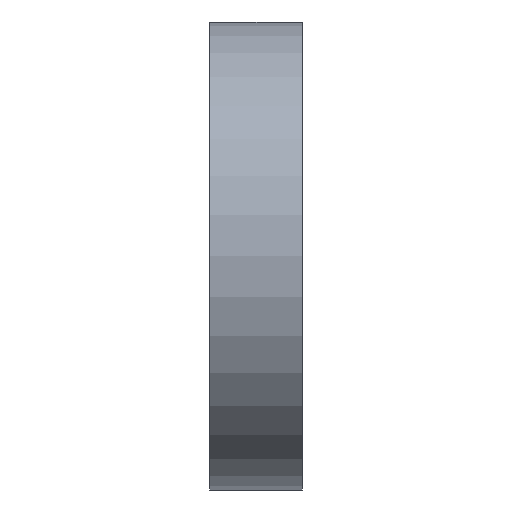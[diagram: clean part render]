
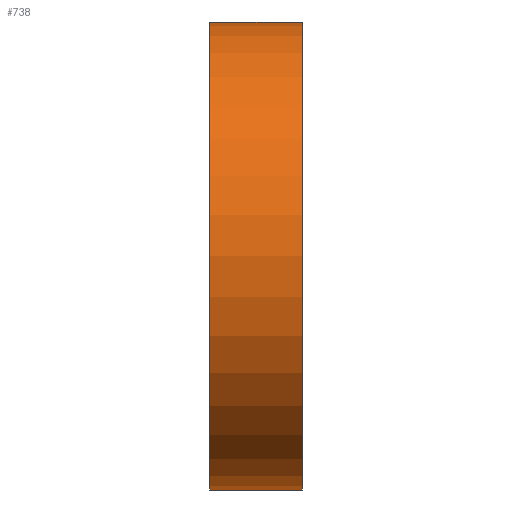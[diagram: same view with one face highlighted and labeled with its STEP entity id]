
A CAD part, left-side view. The second image highlights one B-rep face of the part: STEP entity #738.
In plain terms, the highlighted cylindrical face has radius 8.001 mm (diameter 16.002 mm), a partial arc.
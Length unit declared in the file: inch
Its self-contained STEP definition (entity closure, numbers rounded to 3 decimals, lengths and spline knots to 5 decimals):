
#24 = CIRCLE ( 'NONE', #1066, 0.315 ) ;
#53 = LINE ( 'NONE', #140, #726 ) ;
#67 = DIRECTION ( 'NONE',  ( 0., 1., 0. ) ) ;
#87 = DIRECTION ( 'NONE',  ( 0., 0., 1. ) ) ;
#90 = DIRECTION ( 'NONE',  ( 0., 1., 0. ) ) ;
#106 = DIRECTION ( 'NONE',  ( 0., 1., 0. ) ) ;
#109 = EDGE_CURVE ( 'NONE', #610, #468, #430, .T. ) ;
#140 = CARTESIAN_POINT ( 'NONE',  ( 0., -0.125, -0.315 ) ) ;
#185 = FACE_OUTER_BOUND ( 'NONE', #913, .T. ) ;
#208 = EDGE_CURVE ( 'NONE', #781, #468, #24, .T. ) ;
#259 = DIRECTION ( 'NONE',  ( 0., 0., 1. ) ) ;
#305 = VECTOR ( 'NONE', #768, 39.37008 ) ;
#416 = CYLINDRICAL_SURFACE ( 'NONE', #685, 0.315 ) ;
#430 = LINE ( 'NONE', #920, #305 ) ;
#468 = VERTEX_POINT ( 'NONE', #593 ) ;
#471 = DIRECTION ( 'NONE',  ( 0., 0., 1. ) ) ;
#514 = CIRCLE ( 'NONE', #826, 0.315 ) ;
#593 = CARTESIAN_POINT ( 'NONE',  ( 0., 0., 0.315 ) ) ;
#610 = VERTEX_POINT ( 'NONE', #1046 ) ;
#620 = ORIENTED_EDGE ( 'NONE', *, *, #208, .F. ) ;
#685 = AXIS2_PLACEMENT_3D ( 'NONE', #1006, #106, #87 ) ;
#726 = VECTOR ( 'NONE', #799, 39.37008 ) ;
#733 = ORIENTED_EDGE ( 'NONE', *, *, #109, .T. ) ;
#738 = ADVANCED_FACE ( 'NONE', ( #185 ), #416, .T. ) ;
#768 = DIRECTION ( 'NONE',  ( 0., 1., 0. ) ) ;
#781 = VERTEX_POINT ( 'NONE', #996 ) ;
#798 = EDGE_CURVE ( 'NONE', #998, #610, #514, .T. ) ;
#799 = DIRECTION ( 'NONE',  ( 0., 1., 0. ) ) ;
#826 = AXIS2_PLACEMENT_3D ( 'NONE', #1001, #90, #259 ) ;
#887 = CARTESIAN_POINT ( 'NONE',  ( 0., -0.125, -0.315 ) ) ;
#913 = EDGE_LOOP ( 'NONE', ( #620, #1030, #928, #733 ) ) ;
#920 = CARTESIAN_POINT ( 'NONE',  ( 0., -0.125, 0.315 ) ) ;
#928 = ORIENTED_EDGE ( 'NONE', *, *, #798, .T. ) ;
#996 = CARTESIAN_POINT ( 'NONE',  ( 0., 0., -0.315 ) ) ;
#998 = VERTEX_POINT ( 'NONE', #887 ) ;
#1001 = CARTESIAN_POINT ( 'NONE',  ( 0., -0.125, 0. ) ) ;
#1006 = CARTESIAN_POINT ( 'NONE',  ( 0., -0.125, 0. ) ) ;
#1030 = ORIENTED_EDGE ( 'NONE', *, *, #1045, .F. ) ;
#1045 = EDGE_CURVE ( 'NONE', #998, #781, #53, .T. ) ;
#1046 = CARTESIAN_POINT ( 'NONE',  ( 0., -0.125, 0.315 ) ) ;
#1055 = CARTESIAN_POINT ( 'NONE',  ( 0., 0., 0. ) ) ;
#1066 = AXIS2_PLACEMENT_3D ( 'NONE', #1055, #67, #471 ) ;
